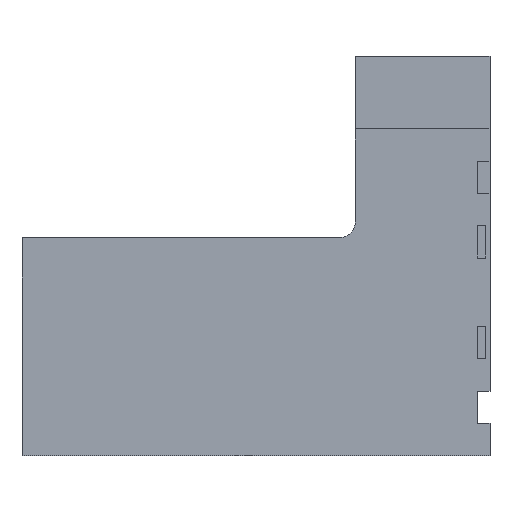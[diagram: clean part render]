
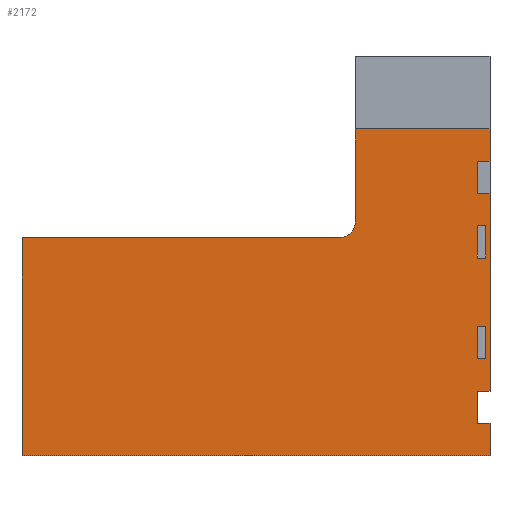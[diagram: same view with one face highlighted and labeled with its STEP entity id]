
A CAD part, left-side view. The second image highlights one B-rep face of the part: STEP entity #2172.
In plain terms, the highlighted planar face has unit normal (-1, 0, 0).
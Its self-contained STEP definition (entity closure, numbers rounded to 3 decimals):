
#64=FACE_BOUND('',#357,.T.);
#65=FACE_BOUND('',#358,.T.);
#75=CIRCLE('',#2226,2.);
#235=FACE_OUTER_BOUND('',#356,.T.);
#356=EDGE_LOOP('',(#1931,#1932,#1933,#1934,#1935,#1936,#1937,#1938,#1939,
#1940,#1941,#1942,#1943,#1944,#1945));
#357=EDGE_LOOP('',(#1946,#1947,#1948,#1949));
#358=EDGE_LOOP('',(#1950,#1951,#1952,#1953));
#403=LINE('',#3034,#651);
#414=LINE('',#3060,#662);
#430=LINE('',#3094,#678);
#433=LINE('',#3100,#681);
#436=LINE('',#3106,#684);
#439=LINE('',#3110,#687);
#442=LINE('',#3118,#690);
#445=LINE('',#3124,#693);
#448=LINE('',#3130,#696);
#451=LINE('',#3134,#699);
#454=LINE('',#3142,#702);
#457=LINE('',#3148,#705);
#460=LINE('',#3152,#708);
#463=LINE('',#3158,#711);
#466=LINE('',#3166,#714);
#469=LINE('',#3170,#717);
#470=LINE('',#3172,#718);
#486=LINE('',#3210,#734);
#501=LINE('',#3294,#749);
#601=LINE('',#3564,#849);
#610=LINE('',#3586,#858);
#611=LINE('',#3588,#859);
#651=VECTOR('',#2423,10.);
#662=VECTOR('',#2440,10.);
#678=VECTOR('',#2462,10.);
#681=VECTOR('',#2467,10.);
#684=VECTOR('',#2472,10.);
#687=VECTOR('',#2477,10.);
#690=VECTOR('',#2482,10.);
#693=VECTOR('',#2487,10.);
#696=VECTOR('',#2492,10.);
#699=VECTOR('',#2497,10.);
#702=VECTOR('',#2502,10.);
#705=VECTOR('',#2507,10.);
#708=VECTOR('',#2512,10.);
#711=VECTOR('',#2517,10.);
#714=VECTOR('',#2522,10.);
#717=VECTOR('',#2527,10.);
#718=VECTOR('',#2530,10.);
#734=VECTOR('',#2558,10.);
#749=VECTOR('',#2643,10.);
#849=VECTOR('',#2917,10.);
#858=VECTOR('',#2942,10.);
#859=VECTOR('',#2945,10.);
#890=VERTEX_POINT('',#3031);
#891=VERTEX_POINT('',#3033);
#902=VERTEX_POINT('',#3057);
#903=VERTEX_POINT('',#3059);
#917=VERTEX_POINT('',#3091);
#918=VERTEX_POINT('',#3093);
#920=VERTEX_POINT('',#3099);
#922=VERTEX_POINT('',#3105);
#925=VERTEX_POINT('',#3115);
#926=VERTEX_POINT('',#3117);
#928=VERTEX_POINT('',#3123);
#930=VERTEX_POINT('',#3129);
#933=VERTEX_POINT('',#3139);
#934=VERTEX_POINT('',#3141);
#936=VERTEX_POINT('',#3147);
#938=VERTEX_POINT('',#3156);
#941=VERTEX_POINT('',#3163);
#942=VERTEX_POINT('',#3165);
#955=VERTEX_POINT('',#3200);
#956=VERTEX_POINT('',#3202);
#958=VERTEX_POINT('',#3208);
#972=VERTEX_POINT('',#3292);
#1055=VERTEX_POINT('',#3563);
#1097=EDGE_CURVE('',#890,#891,#403,.T.);
#1110=EDGE_CURVE('',#902,#903,#414,.T.);
#1127=EDGE_CURVE('',#918,#917,#430,.T.);
#1130=EDGE_CURVE('',#920,#918,#433,.T.);
#1133=EDGE_CURVE('',#922,#920,#436,.T.);
#1136=EDGE_CURVE('',#917,#922,#439,.T.);
#1139=EDGE_CURVE('',#926,#925,#442,.T.);
#1142=EDGE_CURVE('',#928,#926,#445,.T.);
#1145=EDGE_CURVE('',#930,#928,#448,.T.);
#1148=EDGE_CURVE('',#925,#930,#451,.T.);
#1151=EDGE_CURVE('',#934,#933,#454,.T.);
#1154=EDGE_CURVE('',#936,#934,#457,.T.);
#1157=EDGE_CURVE('',#933,#891,#460,.T.);
#1160=EDGE_CURVE('',#902,#938,#463,.T.);
#1163=EDGE_CURVE('',#942,#941,#466,.T.);
#1166=EDGE_CURVE('',#938,#942,#469,.T.);
#1167=EDGE_CURVE('',#936,#941,#470,.T.);
#1182=EDGE_CURVE('',#955,#956,#75,.T.);
#1186=EDGE_CURVE('',#955,#958,#486,.T.);
#1219=EDGE_CURVE('',#972,#958,#501,.T.);
#1354=EDGE_CURVE('',#956,#1055,#601,.T.);
#1365=EDGE_CURVE('',#890,#1055,#610,.T.);
#1366=EDGE_CURVE('',#903,#972,#611,.T.);
#1931=ORIENTED_EDGE('',*,*,#1157,.T.);
#1932=ORIENTED_EDGE('',*,*,#1097,.F.);
#1933=ORIENTED_EDGE('',*,*,#1365,.T.);
#1934=ORIENTED_EDGE('',*,*,#1354,.F.);
#1935=ORIENTED_EDGE('',*,*,#1182,.F.);
#1936=ORIENTED_EDGE('',*,*,#1186,.T.);
#1937=ORIENTED_EDGE('',*,*,#1219,.F.);
#1938=ORIENTED_EDGE('',*,*,#1366,.F.);
#1939=ORIENTED_EDGE('',*,*,#1110,.F.);
#1940=ORIENTED_EDGE('',*,*,#1160,.T.);
#1941=ORIENTED_EDGE('',*,*,#1166,.T.);
#1942=ORIENTED_EDGE('',*,*,#1163,.T.);
#1943=ORIENTED_EDGE('',*,*,#1167,.F.);
#1944=ORIENTED_EDGE('',*,*,#1154,.T.);
#1945=ORIENTED_EDGE('',*,*,#1151,.T.);
#1946=ORIENTED_EDGE('',*,*,#1133,.T.);
#1947=ORIENTED_EDGE('',*,*,#1130,.T.);
#1948=ORIENTED_EDGE('',*,*,#1127,.T.);
#1949=ORIENTED_EDGE('',*,*,#1136,.T.);
#1950=ORIENTED_EDGE('',*,*,#1145,.T.);
#1951=ORIENTED_EDGE('',*,*,#1142,.T.);
#1952=ORIENTED_EDGE('',*,*,#1139,.T.);
#1953=ORIENTED_EDGE('',*,*,#1148,.T.);
#2059=PLANE('',#2358);
#2172=ADVANCED_FACE('',(#235,#64,#65),#2059,.T.);
#2226=AXIS2_PLACEMENT_3D('',#3203,#2551,#2552);
#2358=AXIS2_PLACEMENT_3D('',#3587,#2943,#2944);
#2423=DIRECTION('',(0.,0.,-1.));
#2440=DIRECTION('',(0.,0.,-1.));
#2462=DIRECTION('',(0.,-1.,0.));
#2467=DIRECTION('',(0.,0.,1.));
#2472=DIRECTION('',(0.,1.,0.));
#2477=DIRECTION('',(0.,0.,-1.));
#2482=DIRECTION('',(0.,-1.,0.));
#2487=DIRECTION('',(0.,0.,1.));
#2492=DIRECTION('',(0.,1.,0.));
#2497=DIRECTION('',(0.,0.,-1.));
#2502=DIRECTION('',(0.,0.,1.));
#2507=DIRECTION('',(0.,1.,0.));
#2512=DIRECTION('',(0.,-1.,0.));
#2517=DIRECTION('',(0.,1.,0.));
#2522=DIRECTION('',(0.,-1.,0.));
#2527=DIRECTION('',(0.,0.,1.));
#2530=DIRECTION('',(0.,0.,-1.));
#2551=DIRECTION('center_axis',(-1.,0.,0.));
#2552=DIRECTION('ref_axis',(0.,-0.707,-0.707));
#2558=DIRECTION('',(0.,1.,0.));
#2643=DIRECTION('',(0.,0.,1.));
#2917=DIRECTION('',(0.,0.,1.));
#2942=DIRECTION('',(0.,1.,0.));
#2943=DIRECTION('center_axis',(-1.,0.,0.));
#2944=DIRECTION('ref_axis',(0.,0.,1.));
#2945=DIRECTION('',(0.,1.,0.));
#3031=CARTESIAN_POINT('',(0.,0.,40.5));
#3033=CARTESIAN_POINT('',(0.,0.,36.5));
#3034=CARTESIAN_POINT('',(0.,0.,40.5));
#3057=CARTESIAN_POINT('',(0.,0.,4.));
#3059=CARTESIAN_POINT('',(0.,0.,0.));
#3060=CARTESIAN_POINT('',(0.,0.,40.5));
#3091=CARTESIAN_POINT('',(0.,0.6,28.5));
#3093=CARTESIAN_POINT('',(0.,1.6,28.5));
#3094=CARTESIAN_POINT('',(0.,0.8,28.5));
#3099=CARTESIAN_POINT('',(0.,1.6,24.5));
#3100=CARTESIAN_POINT('',(0.,1.6,12.25));
#3105=CARTESIAN_POINT('',(0.,0.6,24.5));
#3106=CARTESIAN_POINT('',(0.,0.3,24.5));
#3110=CARTESIAN_POINT('',(0.,0.6,14.25));
#3115=CARTESIAN_POINT('',(0.,0.6,16.));
#3117=CARTESIAN_POINT('',(0.,1.6,16.));
#3118=CARTESIAN_POINT('',(0.,0.8,16.));
#3123=CARTESIAN_POINT('',(0.,1.6,12.));
#3124=CARTESIAN_POINT('',(0.,1.6,6.));
#3129=CARTESIAN_POINT('',(0.,0.6,12.));
#3130=CARTESIAN_POINT('',(0.,0.3,12.));
#3134=CARTESIAN_POINT('',(0.,0.6,8.));
#3139=CARTESIAN_POINT('',(0.,1.6,36.5));
#3141=CARTESIAN_POINT('',(0.,1.6,32.5));
#3142=CARTESIAN_POINT('',(0.,1.6,16.25));
#3147=CARTESIAN_POINT('',(0.,0.,32.5));
#3148=CARTESIAN_POINT('',(0.,0.,32.5));
#3152=CARTESIAN_POINT('',(0.,0.8,36.5));
#3156=CARTESIAN_POINT('',(0.,1.6,4.));
#3158=CARTESIAN_POINT('',(0.,0.,4.));
#3163=CARTESIAN_POINT('',(0.,0.,8.));
#3165=CARTESIAN_POINT('',(0.,1.6,8.));
#3166=CARTESIAN_POINT('',(0.,0.8,8.));
#3170=CARTESIAN_POINT('',(0.,1.6,2.));
#3172=CARTESIAN_POINT('',(0.,0.,40.5));
#3200=CARTESIAN_POINT('',(0.,18.7,27.));
#3202=CARTESIAN_POINT('',(0.,16.7,29.));
#3203=CARTESIAN_POINT('Origin',(0.,18.7,29.));
#3208=CARTESIAN_POINT('',(0.,58.,27.));
#3210=CARTESIAN_POINT('',(0.,16.7,27.));
#3292=CARTESIAN_POINT('',(0.,58.,0.));
#3294=CARTESIAN_POINT('',(0.,58.,0.));
#3563=CARTESIAN_POINT('',(0.,16.7,40.5));
#3564=CARTESIAN_POINT('',(0.,16.7,40.5));
#3586=CARTESIAN_POINT('',(0.,0.,40.5));
#3587=CARTESIAN_POINT('Origin',(0.,0.,0.));
#3588=CARTESIAN_POINT('',(0.,0.,0.));
